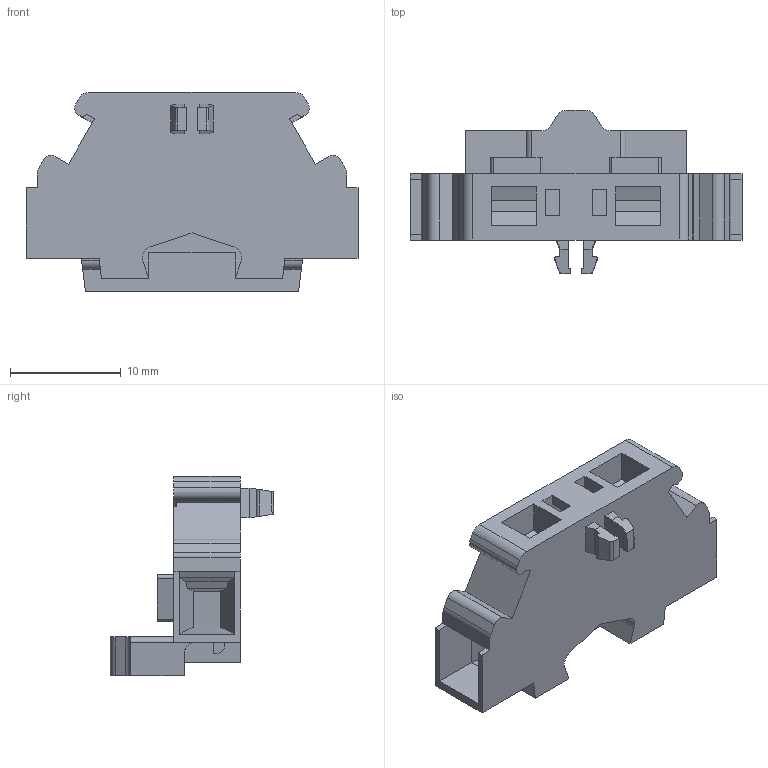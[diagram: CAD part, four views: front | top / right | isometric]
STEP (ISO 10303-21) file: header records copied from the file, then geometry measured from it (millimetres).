
FILE_DESCRIPTION(/* description */ ('Unknown'),/* implementation_level */ '2;1');
FILE_NAME(/* name */ 'MCT2.5-STEP',/* time_stamp */ '2024-10-17T11:25:03+06:00',/* author */ ('Unknown'),/* organization */ ('Unknown'),/* preprocessor_version */ 'ST-DEVELOPER v16.7',/* originating_system */ 'Solid Edge',/* authorisation */ 'Unknown');
FILE_SCHEMA (('AUTOMOTIVE_DESIGN {1 0 10303 214 3 1 1}'));
Length unit declared in the file: millimetre
Products named in the file (1): MCT2.5-STEP
Bounding box: 30 x 14.79 x 18 mm (x, y, z)
Volume: 2251.7 mm3; surface area: 2175.6 mm2
Topology: 1 solids, 1 shells, 179 faces, 497 edges, 326 vertices
Faces by surface type: plane 147, cylinder 32
Entity records: 5681 total; most frequent: CARTESIAN_POINT 1003, ORIENTED_EDGE 994, DIRECTION 921, EDGE_CURVE 497, LINE 433, VECTOR 433, VERTEX_POINT 326, AXIS2_PLACEMENT_3D 244
